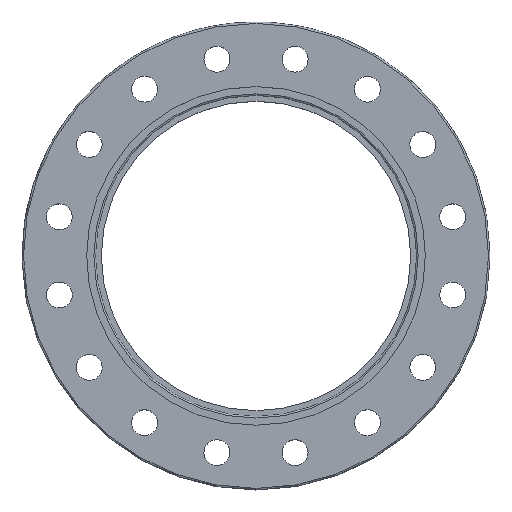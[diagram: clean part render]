
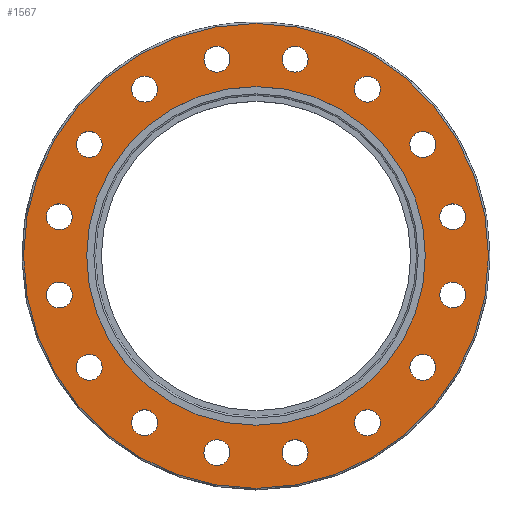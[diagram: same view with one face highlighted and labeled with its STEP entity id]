
A CAD part, top view. The second image highlights one B-rep face of the part: STEP entity #1567.
In plain terms, the highlighted planar face has unit normal (0, 0, 1).
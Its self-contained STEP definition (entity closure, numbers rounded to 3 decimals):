
#759=CARTESIAN_POINT('',(16.59,62.291,20.0));
#760=VERTEX_POINT('',#759);
#761=CARTESIAN_POINT('',(12.71,63.898,20.0));
#762=DIRECTION('',(0.0,0.0,-1.));
#763=DIRECTION('',(0.924,-0.383,0.0));
#764=AXIS2_PLACEMENT_3D('',#761,#762,#763);
#765=CIRCLE('',#764,4.2);
#766=EDGE_CURVE('',#760,#760,#765,.T.);
#800=CARTESIAN_POINT('',(39.165,51.2,20.0));
#801=VERTEX_POINT('',#800);
#802=CARTESIAN_POINT('',(36.195,54.17,20.0));
#803=DIRECTION('',(0.0,0.0,-1.0));
#804=DIRECTION('',(0.707,-0.707,0.0));
#805=AXIS2_PLACEMENT_3D('',#802,#803,#804);
#806=CIRCLE('',#805,4.2);
#807=EDGE_CURVE('',#801,#801,#806,.T.);
#841=CARTESIAN_POINT('',(55.778,32.315,20.0));
#842=VERTEX_POINT('',#841);
#843=CARTESIAN_POINT('',(54.17,36.195,20.0));
#844=DIRECTION('',(0.0,0.0,-1.));
#845=DIRECTION('',(0.383,-0.924,0.0));
#846=AXIS2_PLACEMENT_3D('',#843,#844,#845);
#847=CIRCLE('',#846,4.2);
#848=EDGE_CURVE('',#842,#842,#847,.T.);
#882=CARTESIAN_POINT('',(63.898,8.51,20.0));
#883=VERTEX_POINT('',#882);
#884=CARTESIAN_POINT('',(63.898,12.71,20.0));
#885=DIRECTION('',(0.0,0.0,-1.0));
#886=DIRECTION('',(0.0,-1.0,0.0));
#887=AXIS2_PLACEMENT_3D('',#884,#885,#886);
#888=CIRCLE('',#887,4.2);
#889=EDGE_CURVE('',#883,#883,#888,.T.);
#923=CARTESIAN_POINT('',(62.291,-16.59,20.0));
#924=VERTEX_POINT('',#923);
#925=CARTESIAN_POINT('',(63.898,-12.71,20.0));
#926=DIRECTION('',(0.0,0.0,-1.));
#927=DIRECTION('',(-0.383,-0.924,0.0));
#928=AXIS2_PLACEMENT_3D('',#925,#926,#927);
#929=CIRCLE('',#928,4.2);
#930=EDGE_CURVE('',#924,#924,#929,.T.);
#964=CARTESIAN_POINT('',(51.2,-39.165,20.0));
#965=VERTEX_POINT('',#964);
#966=CARTESIAN_POINT('',(54.17,-36.195,20.0));
#967=DIRECTION('',(0.0,0.0,-1.0));
#968=DIRECTION('',(-0.707,-0.707,0.0));
#969=AXIS2_PLACEMENT_3D('',#966,#967,#968);
#970=CIRCLE('',#969,4.2);
#971=EDGE_CURVE('',#965,#965,#970,.T.);
#1005=CARTESIAN_POINT('',(32.315,-55.778,20.0));
#1006=VERTEX_POINT('',#1005);
#1007=CARTESIAN_POINT('',(36.195,-54.17,20.0));
#1008=DIRECTION('',(0.0,0.0,-1.0));
#1009=DIRECTION('',(-0.924,-0.383,0.0));
#1010=AXIS2_PLACEMENT_3D('',#1007,#1008,#1009);
#1011=CIRCLE('',#1010,4.2);
#1012=EDGE_CURVE('',#1006,#1006,#1011,.T.);
#1046=CARTESIAN_POINT('',(8.51,-63.898,20.0));
#1047=VERTEX_POINT('',#1046);
#1048=CARTESIAN_POINT('',(12.71,-63.898,20.0));
#1049=DIRECTION('',(0.0,0.0,-1.0));
#1050=DIRECTION('',(-1.0,0.0,0.0));
#1051=AXIS2_PLACEMENT_3D('',#1048,#1049,#1050);
#1052=CIRCLE('',#1051,4.2);
#1053=EDGE_CURVE('',#1047,#1047,#1052,.T.);
#1087=CARTESIAN_POINT('',(-16.59,-62.291,20.0));
#1088=VERTEX_POINT('',#1087);
#1089=CARTESIAN_POINT('',(-12.71,-63.898,20.0));
#1090=DIRECTION('',(0.0,0.0,-1.));
#1091=DIRECTION('',(-0.924,0.383,0.0));
#1092=AXIS2_PLACEMENT_3D('',#1089,#1090,#1091);
#1093=CIRCLE('',#1092,4.2);
#1094=EDGE_CURVE('',#1088,#1088,#1093,.T.);
#1128=CARTESIAN_POINT('',(-39.165,-51.2,20.0));
#1129=VERTEX_POINT('',#1128);
#1130=CARTESIAN_POINT('',(-36.195,-54.17,20.0));
#1131=DIRECTION('',(0.0,0.0,-1.0));
#1132=DIRECTION('',(-0.707,0.707,0.0));
#1133=AXIS2_PLACEMENT_3D('',#1130,#1131,#1132);
#1134=CIRCLE('',#1133,4.2);
#1135=EDGE_CURVE('',#1129,#1129,#1134,.T.);
#1169=CARTESIAN_POINT('',(-55.778,-32.315,20.0));
#1170=VERTEX_POINT('',#1169);
#1171=CARTESIAN_POINT('',(-54.17,-36.195,20.0));
#1172=DIRECTION('',(0.0,0.0,-1.));
#1173=DIRECTION('',(-0.383,0.924,0.0));
#1174=AXIS2_PLACEMENT_3D('',#1171,#1172,#1173);
#1175=CIRCLE('',#1174,4.2);
#1176=EDGE_CURVE('',#1170,#1170,#1175,.T.);
#1210=CARTESIAN_POINT('',(-63.898,-8.51,20.0));
#1211=VERTEX_POINT('',#1210);
#1212=CARTESIAN_POINT('',(-63.898,-12.71,20.0));
#1213=DIRECTION('',(0.0,0.0,-1.0));
#1214=DIRECTION('',(0.0,1.0,0.0));
#1215=AXIS2_PLACEMENT_3D('',#1212,#1213,#1214);
#1216=CIRCLE('',#1215,4.2);
#1217=EDGE_CURVE('',#1211,#1211,#1216,.T.);
#1251=CARTESIAN_POINT('',(-62.291,16.59,20.0));
#1252=VERTEX_POINT('',#1251);
#1253=CARTESIAN_POINT('',(-63.898,12.71,20.0));
#1254=DIRECTION('',(0.0,0.0,-1.));
#1255=DIRECTION('',(0.383,0.924,0.0));
#1256=AXIS2_PLACEMENT_3D('',#1253,#1254,#1255);
#1257=CIRCLE('',#1256,4.2);
#1258=EDGE_CURVE('',#1252,#1252,#1257,.T.);
#1292=CARTESIAN_POINT('',(-51.2,39.165,20.0));
#1293=VERTEX_POINT('',#1292);
#1294=CARTESIAN_POINT('',(-54.17,36.195,20.0));
#1295=DIRECTION('',(0.0,0.0,-1.));
#1296=DIRECTION('',(0.707,0.707,0.0));
#1297=AXIS2_PLACEMENT_3D('',#1294,#1295,#1296);
#1298=CIRCLE('',#1297,4.2);
#1299=EDGE_CURVE('',#1293,#1293,#1298,.T.);
#1333=CARTESIAN_POINT('',(-32.315,55.778,20.0));
#1334=VERTEX_POINT('',#1333);
#1335=CARTESIAN_POINT('',(-36.195,54.17,20.0));
#1336=DIRECTION('',(0.0,0.0,-1.));
#1337=DIRECTION('',(0.924,0.383,0.0));
#1338=AXIS2_PLACEMENT_3D('',#1335,#1336,#1337);
#1339=CIRCLE('',#1338,4.2);
#1340=EDGE_CURVE('',#1334,#1334,#1339,.T.);
#1374=CARTESIAN_POINT('',(-8.51,63.898,20.0));
#1375=VERTEX_POINT('',#1374);
#1376=CARTESIAN_POINT('',(-12.71,63.898,20.0));
#1377=DIRECTION('',(0.0,0.0,-1.0));
#1378=DIRECTION('',(1.0,0.0,0.0));
#1379=AXIS2_PLACEMENT_3D('',#1376,#1377,#1378);
#1380=CIRCLE('',#1379,4.2);
#1381=EDGE_CURVE('',#1375,#1375,#1380,.T.);
#1473=CARTESIAN_POINT('',(55.0,0.,20.0));
#1474=VERTEX_POINT('',#1473);
#1475=CARTESIAN_POINT('',(0.0,0.0,20.0));
#1476=DIRECTION('',(0.0,0.0,-1.0));
#1477=DIRECTION('',(-1.0,0.0,0.0));
#1478=AXIS2_PLACEMENT_3D('',#1475,#1476,#1477);
#1479=CIRCLE('',#1478,55.0);
#1480=EDGE_CURVE('',#1474,#1474,#1479,.T.);
#1493=CARTESIAN_POINT('',(75.5,0.,20.0));
#1494=VERTEX_POINT('',#1493);
#1495=CARTESIAN_POINT('',(0.0,0.0,20.0));
#1496=DIRECTION('',(0.0,0.0,-1.0));
#1497=DIRECTION('',(-1.0,0.0,0.0));
#1498=AXIS2_PLACEMENT_3D('',#1495,#1496,#1497);
#1499=CIRCLE('',#1498,75.5);
#1500=EDGE_CURVE('',#1494,#1494,#1499,.T.);
#1508=CARTESIAN_POINT('',(0.0,0.0,20.0));
#1509=DIRECTION('',(0.0,0.0,-1.0));
#1510=DIRECTION('',(-1.0,0.0,0.0));
#1511=AXIS2_PLACEMENT_3D('',#1508,#1509,#1510);
#1512=PLANE('',#1511);
#1513=ORIENTED_EDGE('',*,*,#1500,.F.);
#1514=EDGE_LOOP('',(#1513));
#1515=FACE_OUTER_BOUND('',#1514,.T.);
#1516=ORIENTED_EDGE('',*,*,#766,.T.);
#1517=EDGE_LOOP('',(#1516));
#1518=FACE_BOUND('',#1517,.T.);
#1519=ORIENTED_EDGE('',*,*,#807,.T.);
#1520=EDGE_LOOP('',(#1519));
#1521=FACE_BOUND('',#1520,.T.);
#1522=ORIENTED_EDGE('',*,*,#848,.T.);
#1523=EDGE_LOOP('',(#1522));
#1524=FACE_BOUND('',#1523,.T.);
#1525=ORIENTED_EDGE('',*,*,#889,.T.);
#1526=EDGE_LOOP('',(#1525));
#1527=FACE_BOUND('',#1526,.T.);
#1528=ORIENTED_EDGE('',*,*,#930,.T.);
#1529=EDGE_LOOP('',(#1528));
#1530=FACE_BOUND('',#1529,.T.);
#1531=ORIENTED_EDGE('',*,*,#971,.T.);
#1532=EDGE_LOOP('',(#1531));
#1533=FACE_BOUND('',#1532,.T.);
#1534=ORIENTED_EDGE('',*,*,#1012,.T.);
#1535=EDGE_LOOP('',(#1534));
#1536=FACE_BOUND('',#1535,.T.);
#1537=ORIENTED_EDGE('',*,*,#1053,.T.);
#1538=EDGE_LOOP('',(#1537));
#1539=FACE_BOUND('',#1538,.T.);
#1540=ORIENTED_EDGE('',*,*,#1094,.T.);
#1541=EDGE_LOOP('',(#1540));
#1542=FACE_BOUND('',#1541,.T.);
#1543=ORIENTED_EDGE('',*,*,#1135,.T.);
#1544=EDGE_LOOP('',(#1543));
#1545=FACE_BOUND('',#1544,.T.);
#1546=ORIENTED_EDGE('',*,*,#1176,.T.);
#1547=EDGE_LOOP('',(#1546));
#1548=FACE_BOUND('',#1547,.T.);
#1549=ORIENTED_EDGE('',*,*,#1217,.T.);
#1550=EDGE_LOOP('',(#1549));
#1551=FACE_BOUND('',#1550,.T.);
#1552=ORIENTED_EDGE('',*,*,#1258,.T.);
#1553=EDGE_LOOP('',(#1552));
#1554=FACE_BOUND('',#1553,.T.);
#1555=ORIENTED_EDGE('',*,*,#1299,.T.);
#1556=EDGE_LOOP('',(#1555));
#1557=FACE_BOUND('',#1556,.T.);
#1558=ORIENTED_EDGE('',*,*,#1340,.T.);
#1559=EDGE_LOOP('',(#1558));
#1560=FACE_BOUND('',#1559,.T.);
#1561=ORIENTED_EDGE('',*,*,#1381,.T.);
#1562=EDGE_LOOP('',(#1561));
#1563=FACE_BOUND('',#1562,.T.);
#1564=ORIENTED_EDGE('',*,*,#1480,.T.);
#1565=EDGE_LOOP('',(#1564));
#1566=FACE_BOUND('',#1565,.T.);
#1567=ADVANCED_FACE('',(#1515,#1518,#1521,#1524,#1527,#1530,#1533,#1536,#1539,#1542,#1545,#1548,#1551,#1554,#1557,#1560,#1563,#1566),#1512,.F.);
